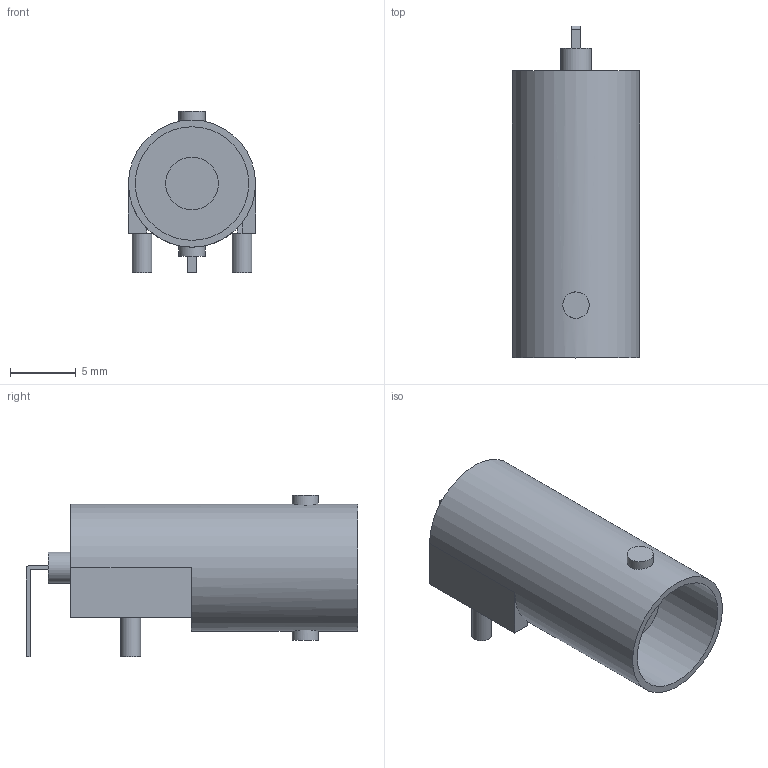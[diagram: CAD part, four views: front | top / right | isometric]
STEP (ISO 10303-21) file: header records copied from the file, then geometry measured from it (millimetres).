
FILE_DESCRIPTION(('FreeCAD Model'),'2;1');
FILE_NAME('Molex_0731713150_BNC_connector_v008_cp.step','2020-08-01T21:47:27',( 'kicad StepUp'),('ksu MCAD'),'Open CASCADE STEP processor 7.3', 'FreeCAD','Unknown');
FILE_SCHEMA(('AUTOMOTIVE_DESIGN { 1 0 10303 214 1 1 1 1 }'));
Length unit declared in the file: millimetre
Products named in the file (1): Molex_0731713150_BNC_connector_v008_cp
Bounding box: 9.65 x 25.2 x 12.27 mm (x, y, z)
Volume: 1149.9 mm3; surface area: 1261.3 mm2
Topology: 4 solids, 4 shells, 42 faces, 94 edges, 65 vertices
Faces by surface type: plane 31, cylinder 11
Full cylindrical faces by diameter (mm): 1.5 x2, 2 x2, 2.35 x1, 4 x1, 8.62 x1, 9.65 x1
Entity records: 1595 total; most frequent: CARTESIAN_POINT 325, DIRECTION 203, ORIENTED_EDGE 188, EDGE_CURVE 94, AXIS2_PLACEMENT_3D 72, VERTEX_POINT 65, LINE 59, VECTOR 59
